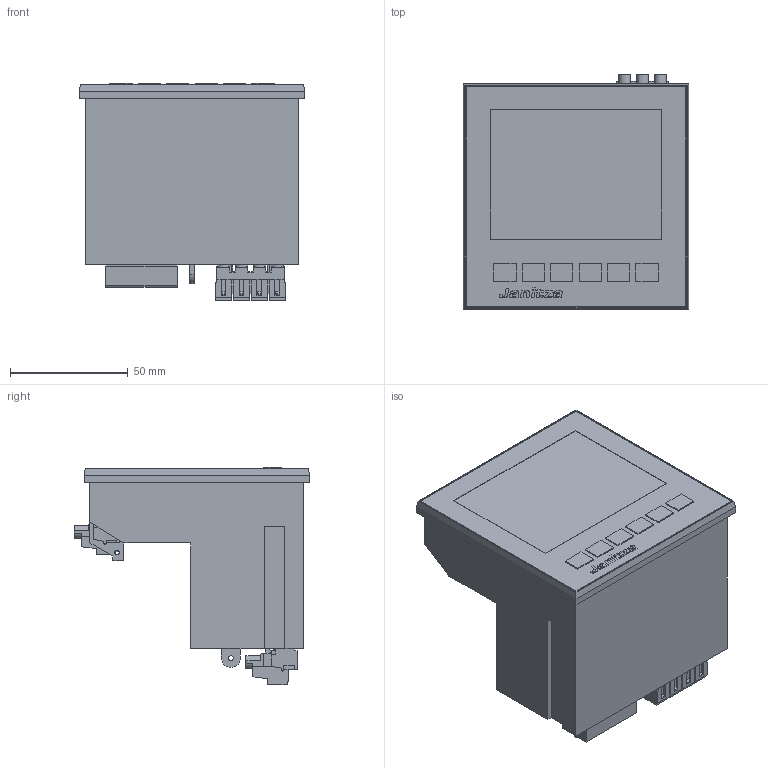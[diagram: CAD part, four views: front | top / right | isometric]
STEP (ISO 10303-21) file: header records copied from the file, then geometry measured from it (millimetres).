
FILE_DESCRIPTION(/* description */ ('STEP AP214'),/* implementation_level */ '2;1');
FILE_NAME(/* name */ 'UMG 96 PQ-L-LP.stp',/* time_stamp */ '2023-09-28T10:32:39+02:00',/* author */ ('mh'),/* organization */ (''),/* preprocessor_version */ 'ST-DEVELOPER v18.1',/* originating_system */ 'Autodesk Inventor 2021',/* authorisation */ '');
FILE_SCHEMA (('AUTOMOTIVE_DESIGN { 1 0 10303 214 3 1 1 }'));
Products named in the file (8): UMG 96 PQ-L-LP; UMG 96 PQ-L-LP_1; 26-LOGO; 1001849-1059600000; Klemme-8pol-Temp; 1001859-1792780000; 1001896-1059590000; Klemme-8pol
Assembly tree (7 placements, depth 2):
  UMG 96 PQ-L-LP
    UMG 96 PQ-L-LP_1
    26-LOGO
    1001849-1059600000
    Klemme-8pol-Temp
    1001859-1792780000
    1001896-1059590000
    Klemme-8pol
Bounding box: 96 x 100.1 x 92.7 mm (x, y, z)
Volume: 449534.3 mm3; surface area: 61730.2 mm2
Topology: 24 solids, 24 shells, 1911 faces, 4925 edges, 3228 vertices
Faces by surface type: plane 1655, cylinder 189, bspline 67
Full cylindrical faces by diameter (mm): 2 x3, 2.3 x18, 2.9 x31, 3.8 x7
Entity records: 59497 total; most frequent: CARTESIAN_POINT 11156, ORIENTED_EDGE 9850, DIRECTION 9017, EDGE_CURVE 4925, LINE 4275, VECTOR 4275, VERTEX_POINT 3228, AXIS2_PLACEMENT_3D 2371
